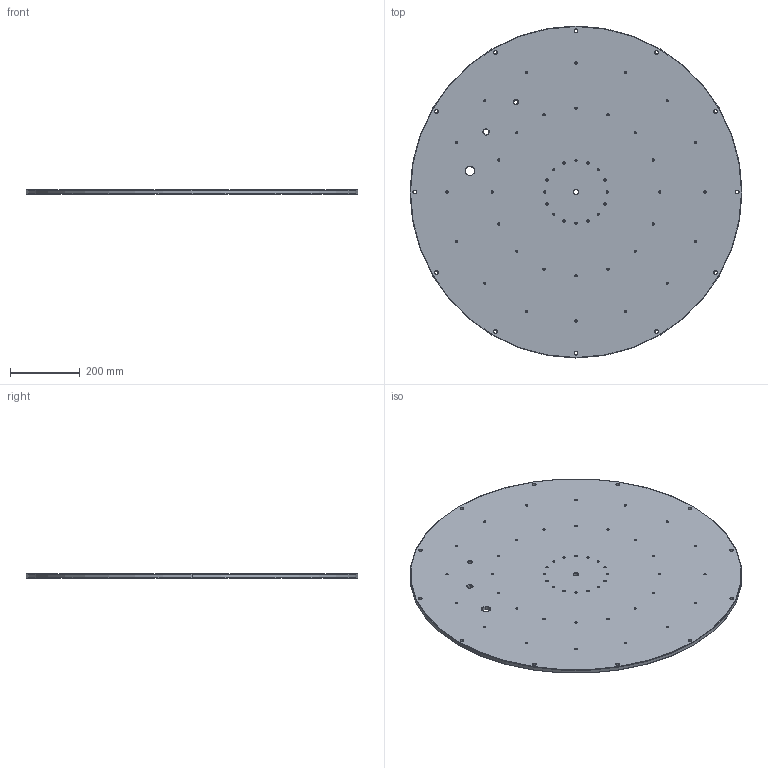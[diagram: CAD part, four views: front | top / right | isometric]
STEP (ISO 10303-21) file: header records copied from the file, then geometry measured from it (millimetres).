
FILE_DESCRIPTION (( 'STEP AP214' ), '1' );
FILE_NAME ('IsoLOG3D_Mountingplate_STANDARD.STEP', '2016-02-01T10:36:30', ( '' ), ( '' ), 'SwSTEP 2.0', 'SolidWorks 2014', '' );
FILE_SCHEMA (( 'AUTOMOTIVE_DESIGN' ));
Length unit declared in the file: millimetre
Products named in the file (1): IsoLOG3D_Mountingplate_STANDARD
Bounding box: 952 x 952 x 12 mm (x, y, z)
Volume: 8508881.1 mm3; surface area: 1465171.3 mm2
Topology: 1 solids, 1 shells, 276 faces, 684 edges, 410 vertices
Faces by surface type: cylinder 135, torus 132, plane 5, cone 4
Entity records: 8684 total; most frequent: DIRECTION 1762, CARTESIAN_POINT 1423, ORIENTED_EDGE 1368, AXIS2_PLACEMENT_3D 807, EDGE_CURVE 684, CIRCLE 530, VERTEX_POINT 410, EDGE_LOOP 404
